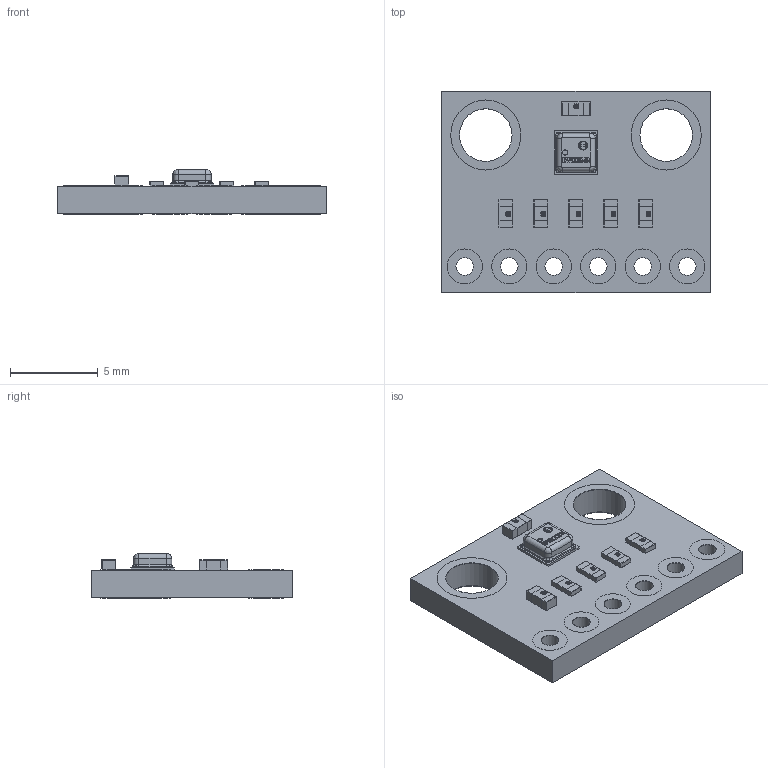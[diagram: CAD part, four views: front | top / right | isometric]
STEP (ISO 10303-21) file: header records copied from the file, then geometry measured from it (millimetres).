
FILE_DESCRIPTION(/* description */ (''),/* implementation_level */ '2;1');
FILE_NAME(/* name */ 'P280, 6-PIN-Version v4.step',/* time_stamp */ '2019-12-14T11:53:00+01:00',/* author */ (''),/* organization */ (''),/* preprocessor_version */ 'ST-DEVELOPER v18',/* originating_system */ 'Autodesk Translation Framework v8.12.0.6',/* authorisation */ '');
FILE_SCHEMA (('AUTOMOTIVE_DESIGN { 1 0 10303 214 3 1 1 }'));
Products named in the file (15): GY-BME/P280, 6-PIN-Version; PCB; Komponente1; Komponente2; Komponente3; Komponente4; Komponente5; Komponente6; Komponente7; Komponente8; Beschriftung; Bauteile; C0603; BME280; R0603
Assembly tree (18 placements, depth 3):
  GY-BME/P280, 6-PIN-Version
    PCB
      Komponente1
      Komponente2
      Komponente3
      Komponente4
      Komponente5
      Komponente6
      Komponente7
      Komponente8
    Beschriftung
    Bauteile
      C0603  x2
      R0603  x4
      BME280
Bounding box: 15.3 x 11.5 x 2.52 mm (x, y, z)
Volume: 291.9 mm3; surface area: 738.4 mm2
Topology: 47 solids, 47 shells, 1524 faces, 3951 edges, 2544 vertices
Faces by surface type: bspline 795, plane 510, cylinder 167, sphere 48, torus 4
Full cylindrical faces by diameter (mm): 0.297 x1, 0.457 x1, 0.514 x1, 1 x12, 2 x6, 3 x4, 4 x2
Entity records: 47000 total; most frequent: CARTESIAN_POINT 21595, ORIENTED_EDGE 6158, EDGE_CURVE 3079, DIRECTION 3051, VERTEX_POINT 2040, LINE 1575, VECTOR 1575, B_SPLINE_CURVE_WITH_KNOTS 1324
